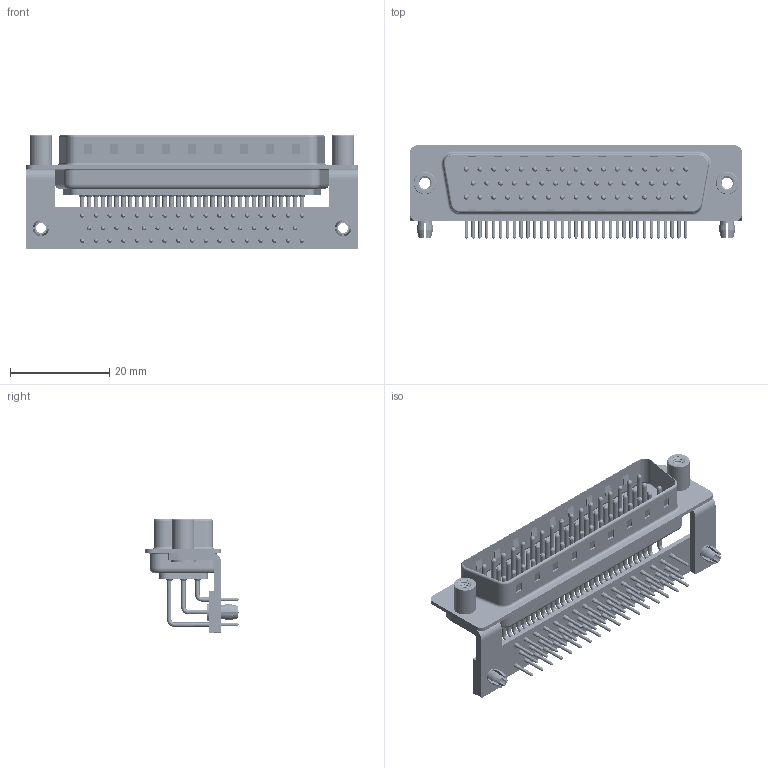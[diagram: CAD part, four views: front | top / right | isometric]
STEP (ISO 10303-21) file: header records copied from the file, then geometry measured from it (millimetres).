
FILE_DESCRIPTION (( 'STEP AP203' ), '1' );
FILE_NAME ('629-M50-640-LN5.STEP', '2018-09-26T01:29:21', ( '' ), ( '' ), 'SwSTEP 2.0', 'SolidWorks 2016', '' );
FILE_SCHEMA (( 'CONFIG_CONTROL_DESIGN' ));
Length unit declared in the file: millimetre
Products named in the file (11): 629M Stabilizer Board_50 Contacts; 629M Housing_50 Contacts; 629M Board Lock_50 Contacts; 629M Shell Front_50 Contacts; 629-M50-640-LN5; 629M Shell Rear_50 Contacts; 629M Contact Row 1_50 Contacts; 629M Contact Row 2_50 Contacts; 629M Contact Row 3; 629M Stabilizer Bracket_50 Contacts; 629M 4-40 Threaded Standoff
Assembly tree (60 placements, depth 2):
  629-M50-640-LN5
    629M Housing_50 Contacts
    629M Shell Front_50 Contacts
    629M Shell Rear_50 Contacts
    629M Contact Row 1_50 Contacts  x17
    629M Contact Row 2_50 Contacts  x16
    629M Contact Row 3  x17
    629M Stabilizer Bracket_50 Contacts  x2
    629M 4-40 Threaded Standoff  x2
    629M Stabilizer Board_50 Contacts
    629M Board Lock_50 Contacts  x2
Bounding box: 67 x 18.8 x 23.1 mm (x, y, z)
Volume: 6007.5 mm3; surface area: 15494.7 mm2
Topology: 60 solids, 60 shells, 6204 faces, 17405 edges, 11338 vertices
Faces by surface type: plane 3479, cylinder 2137, bspline 306, cone 226, torus 56
Entity records: 44744 total; most frequent: CARTESIAN_POINT 9099, DIRECTION 7293, ORIENTED_EDGE 6622, EDGE_CURVE 3311, AXIS2_PLACEMENT_3D 2743, VERTEX_POINT 2163, LINE 1807, VECTOR 1807
